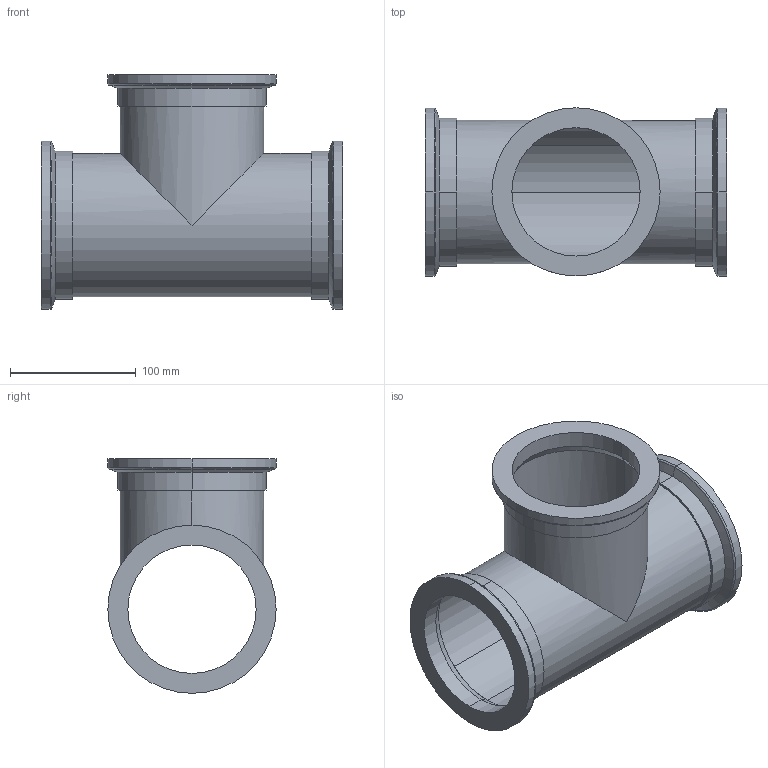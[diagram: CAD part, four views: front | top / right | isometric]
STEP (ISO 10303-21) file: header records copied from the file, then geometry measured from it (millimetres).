
FILE_DESCRIPTION( (''), '2;1');
FILE_NAME ('CAD714.4856.VP7100_19430.stp','2016-04-04T16:22:52',(''),(''),'spGate 11.3.9','spGate','');
FILE_SCHEMA (('AUTOMOTIVE_DESIGN'));
Length unit declared in the file: millimetre
Products named in the file (3): Assembly; VP7100-1; VP3100
Assembly tree (4 placements, depth 2):
  Assembly
    VP7100-1
    VP3100  x3
Bounding box: 240 x 134 x 186.95 mm (x, y, z)
Volume: 418487.6 mm3; surface area: 246788.7 mm2
Topology: 4 solids, 4 shells, 62 faces, 134 edges, 84 vertices
Faces by surface type: cylinder 32, bspline 18, plane 12
Entity records: 1496 total; most frequent: CARTESIAN_POINT 270, DIRECTION 132, ORIENTED_EDGE 132, COLOUR_RGB 96, PRESENTATION_STYLE_ASSIGNMENT 96, STYLED_ITEM 96, AXIS2_PLACEMENT_3D 66, EDGE_CURVE 66
